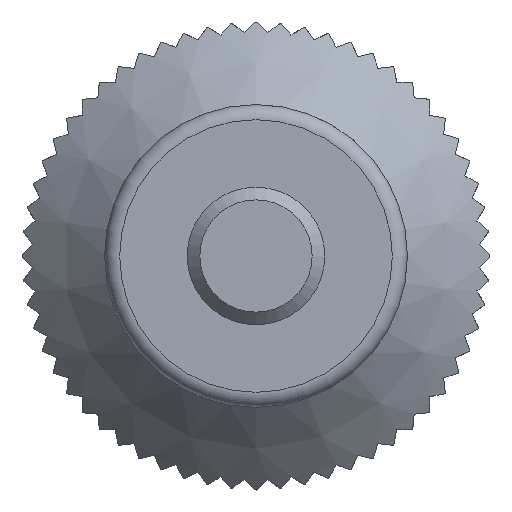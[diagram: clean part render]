
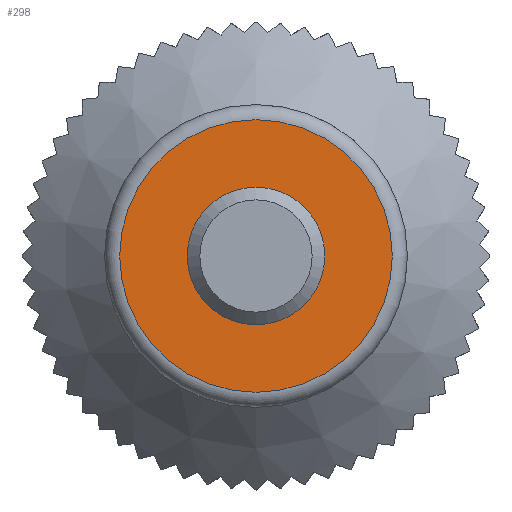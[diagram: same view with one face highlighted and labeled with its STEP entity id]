
A CAD part, front view. The second image highlights one B-rep face of the part: STEP entity #298.
In plain terms, the highlighted planar face has unit normal (0, -1, 0).
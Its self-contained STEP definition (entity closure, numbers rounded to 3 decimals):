
#298 = ADVANCED_FACE( '', ( #757, #758 ), #759, .F. );
#757 = FACE_BOUND( '', #1378, .T. );
#758 = FACE_OUTER_BOUND( '', #1379, .T. );
#759 = PLANE( '', #1380 );
#1378 = EDGE_LOOP( '', ( #2167 ) );
#1379 = EDGE_LOOP( '', ( #2168 ) );
#1380 = AXIS2_PLACEMENT_3D( '', #2169, #2170, #2171 );
#2167 = ORIENTED_EDGE( '', *, *, #3964, .F. );
#2168 = ORIENTED_EDGE( '', *, *, #3961, .T. );
#2169 = CARTESIAN_POINT( '', ( 9.9, 0., 0. ) );
#2170 = DIRECTION( '', ( 0., 1., 0. ) );
#2171 = DIRECTION( '', ( 0., 0., 1. ) );
#3961 = EDGE_CURVE( '', #4827, #4827, #4828, .T. );
#3964 = EDGE_CURVE( '', #4832, #4832, #4833, .F. );
#4827 = VERTEX_POINT( '', #6199 );
#4828 = CIRCLE( '', #6200, 9.9 );
#4832 = VERTEX_POINT( '', #6204 );
#4833 = CIRCLE( '', #6205, 5. );
#6199 = CARTESIAN_POINT( '', ( 0., 0., -9.9 ) );
#6200 = AXIS2_PLACEMENT_3D( '', #8868, #8869, #8870 );
#6204 = CARTESIAN_POINT( '', ( 0., 0., 5. ) );
#6205 = AXIS2_PLACEMENT_3D( '', #8874, #8875, #8876 );
#8868 = CARTESIAN_POINT( '', ( 0., 0., 0. ) );
#8869 = DIRECTION( '', ( 0., -1., 0. ) );
#8870 = DIRECTION( '', ( 0., 0., -1. ) );
#8874 = CARTESIAN_POINT( '', ( 0., 0., 0. ) );
#8875 = DIRECTION( '', ( 0., 1., 0. ) );
#8876 = DIRECTION( '', ( 0., 0., 1. ) );
